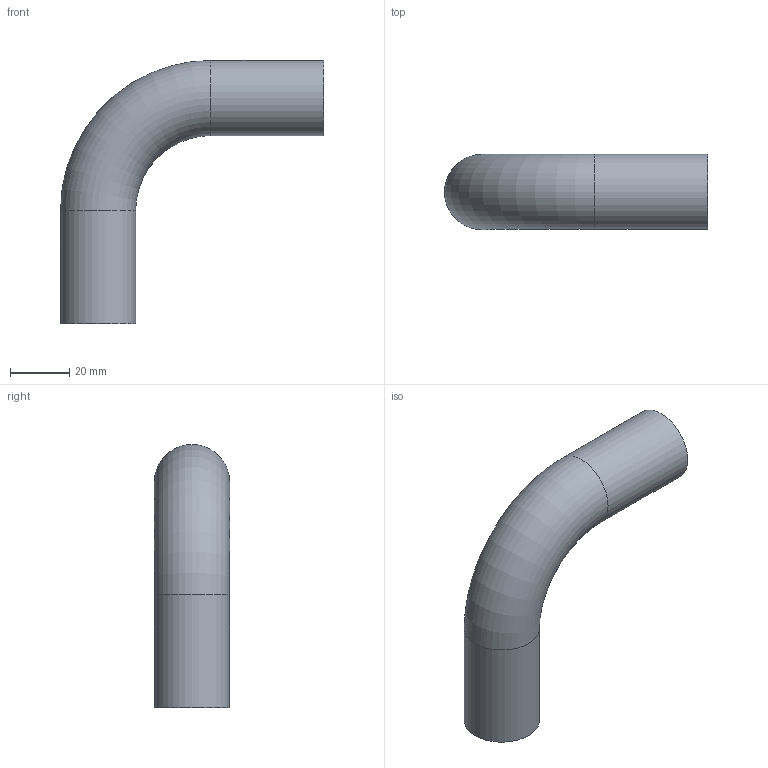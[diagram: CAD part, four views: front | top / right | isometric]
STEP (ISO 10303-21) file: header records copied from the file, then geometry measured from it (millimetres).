
FILE_DESCRIPTION(('Elbow 25,4x1,65_90 deg-Version 00'),'2;1');
FILE_NAME('E090_25,4x1,65_MR38,1_L76,2_00.stp','2013-09-04T13:01:35',(''),('DOCKWEILER AG'),'Autodesk Inventor 2012','Autodesk Inventor 2012','');
FILE_SCHEMA(('CONFIG_CONTROL_DESIGN'));
Length unit declared in the file: millimetre
Products named in the file (1): N0001_001_001
Bounding box: 88.9 x 25.4 x 88.9 mm (x, y, z)
Volume: 16748.9 mm3; surface area: 20548 mm2
Topology: 1 solids, 1 shells, 8 faces, 14 edges, 8 vertices
Faces by surface type: cylinder 4, torus 2, plane 2
Full cylindrical faces by diameter (mm): 22.1 x2, 25.4 x2
Entity records: 194 total; most frequent: DIRECTION 34, CARTESIAN_POINT 25, AXIS2_PLACEMENT_3D 17, ORIENTED_EDGE 16, EDGE_LOOP 16, VERTEX_POINT 8, CIRCLE 8, EDGE_CURVE 8
